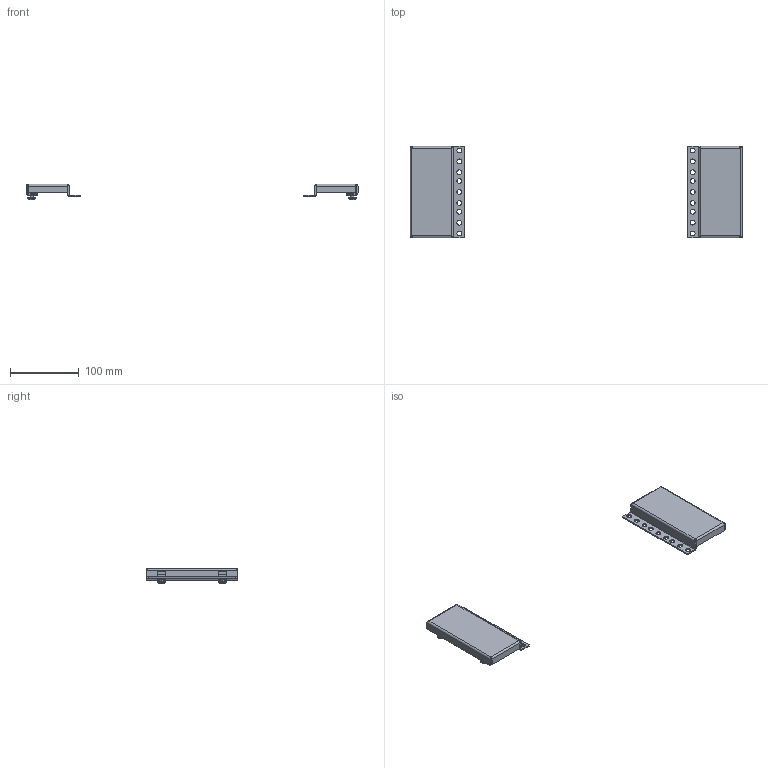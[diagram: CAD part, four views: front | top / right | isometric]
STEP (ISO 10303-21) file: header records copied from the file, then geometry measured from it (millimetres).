
FILE_DESCRIPTION((''),'2;1');
FILE_NAME('421855_ASM','2005-07-20T',('taldrich'),('CRENLO, LLC'),'PRO/ENGINEER BY PARAMETRIC TECHNOLOGY CORPORATION, 2004360','PRO/ENGINEER BY PARAMETRIC TECHNOLOGY CORPORATION, 2004360','');
FILE_SCHEMA(('AUTOMOTIVE_DESIGN_CC2 { 1 2 10303 214 -1 1 5 2 }'));
Length unit declared in the file: inch
Products named in the file (5): 421870; 421860_ASM; 945026; 940006; 421855_ASM
Assembly tree (11 placements, depth 3):
  421855_ASM
    421860_ASM  x2
      421870
    945026  x4
    940006  x4
Bounding box: 482.6 x 132.56 x 22.54 mm (x, y, z)
Volume: 66525.6 mm3; surface area: 76896.1 mm2
Topology: 10 solids, 10 shells, 536 faces, 1352 edges, 840 vertices
Faces by surface type: plane 252, cylinder 188, bspline 56, cone 24, torus 8, sphere 8
Entity records: 6839 total; most frequent: CARTESIAN_POINT 1601, DIRECTION 902, ORIENTED_EDGE 860, EDGE_CURVE 430, AXIS2_PLACEMENT_3D 322, PRESENTATION_STYLE_ASSIGNMENT 273, STYLED_ITEM 270, CURVE_STYLE 268
